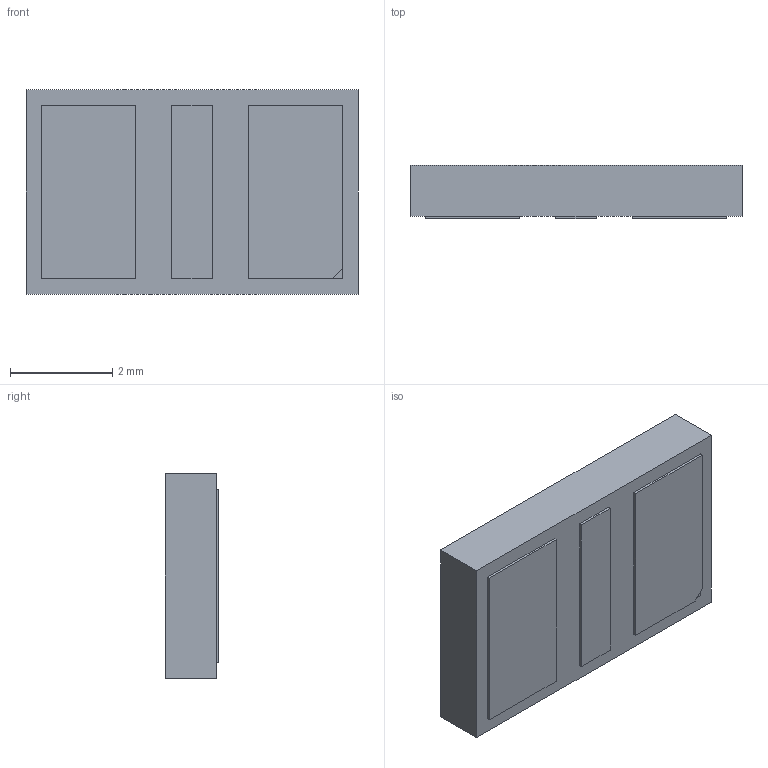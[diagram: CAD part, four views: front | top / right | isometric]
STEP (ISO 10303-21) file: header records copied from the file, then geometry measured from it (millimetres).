
FILE_DESCRIPTION (( 'STEP AP214' ), '1' );
FILE_NAME ('User Library-Part+Studio+1.STEP', '2024-11-25T08:54:17', ( '' ), ( '' ), 'SwSTEP 2.0', 'SolidWorks 2022', '' );
FILE_SCHEMA (( 'AUTOMOTIVE_DESIGN' ));
Length unit declared in the file: millimetre
Products named in the file (11): Part 4; Part 2; Part 9; Part 5; User Library-Part+Studio+1; Part 1; Part 8; Part 10; Part 3; Part 6; Part 7
Assembly tree (10 placements, depth 2):
  User Library-Part+Studio+1
    Part 10
    Part 8
    Part 9
    Part 7
    Part 6
    Part 5
    Part 4
    Part 1
    Part 3
    Part 2
Bounding box: 6.5 x 1.05 x 4 mm (x, y, z)
Volume: 27.5 mm3; surface area: 165.8 mm2
Topology: 10 solids, 10 shells, 73 faces, 159 edges, 106 vertices
Faces by surface type: plane 63, cylinder 10
Entity records: 2447 total; most frequent: DIRECTION 351, CARTESIAN_POINT 351, ORIENTED_EDGE 318, EDGE_CURVE 159, LINE 139, VECTOR 139, AXIS2_PLACEMENT_3D 106, VERTEX_POINT 106
